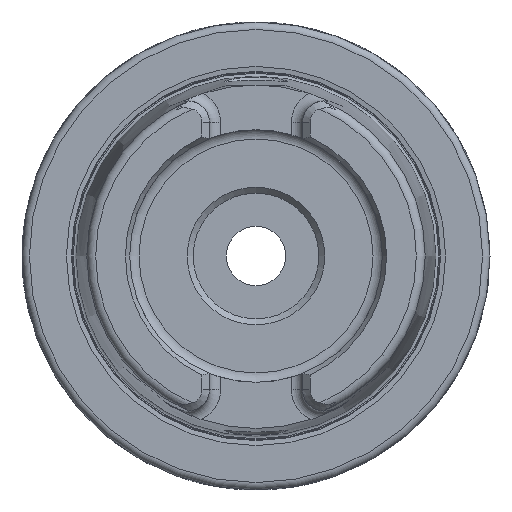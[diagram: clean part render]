
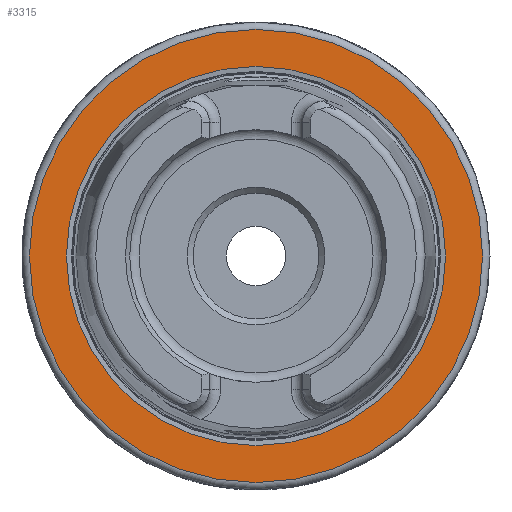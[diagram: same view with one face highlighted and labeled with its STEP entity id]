
A CAD part, left-side view. The second image highlights one B-rep face of the part: STEP entity #3315.
In plain terms, the highlighted planar face has unit normal (-1, 0, 0).
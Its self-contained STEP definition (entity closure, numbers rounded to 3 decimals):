
#149=FACE_BOUND('',#1194,.T.);
#212=PLANE('',#3712);
#378=CIRCLE('',#3711,25.52);
#379=CIRCLE('',#3713,30.5);
#985=FACE_OUTER_BOUND('',#1193,.T.);
#1193=EDGE_LOOP('',(#3057));
#1194=EDGE_LOOP('',(#3058));
#1623=VERTEX_POINT('',#7663);
#1624=VERTEX_POINT('',#7667);
#2104=EDGE_CURVE('',#1623,#1623,#378,.T.);
#2105=EDGE_CURVE('',#1624,#1624,#379,.T.);
#3057=ORIENTED_EDGE('',*,*,#2105,.F.);
#3058=ORIENTED_EDGE('',*,*,#2104,.T.);
#3315=ADVANCED_FACE('',(#985,#149),#212,.T.);
#3711=AXIS2_PLACEMENT_3D('',#7665,#4544,#4545);
#3712=AXIS2_PLACEMENT_3D('',#7666,#4546,#4547);
#3713=AXIS2_PLACEMENT_3D('',#7668,#4548,#4549);
#4544=DIRECTION('center_axis',(1.,0.,0.));
#4545=DIRECTION('ref_axis',(0.,0.,-1.));
#4546=DIRECTION('center_axis',(-1.,0.,0.));
#4547=DIRECTION('ref_axis',(0.,0.,1.));
#4548=DIRECTION('center_axis',(1.,0.,0.));
#4549=DIRECTION('ref_axis',(0.,0.,-1.));
#7663=CARTESIAN_POINT('',(0.,-25.52,0.));
#7665=CARTESIAN_POINT('Origin',(0.,0.,
0.));
#7666=CARTESIAN_POINT('Origin',(0.,30.5,0.));
#7667=CARTESIAN_POINT('',(0.,0.,30.5));
#7668=CARTESIAN_POINT('Origin',(0.,0.,
0.));
